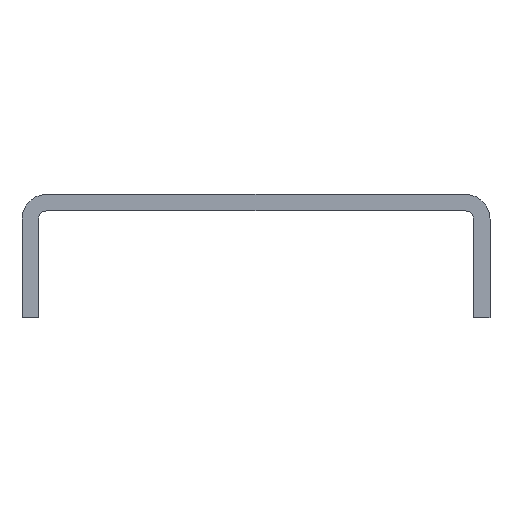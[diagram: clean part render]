
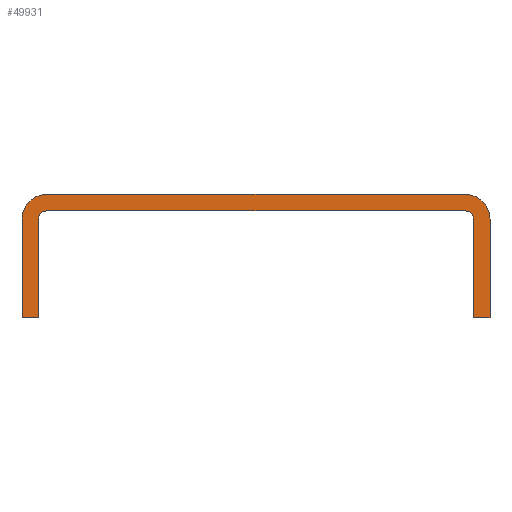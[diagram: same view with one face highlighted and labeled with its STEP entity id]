
A CAD part, front view. The second image highlights one B-rep face of the part: STEP entity #49931.
In plain terms, the highlighted planar face has unit normal (0, -1, 0).
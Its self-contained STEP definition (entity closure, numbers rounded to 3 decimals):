
#248=DIRECTION('',(0.,0.,1.));
#249=VECTOR('',#248,12.);
#250=CARTESIAN_POINT('',(1666.051,127.257,-13.));
#251=LINE('',#250,#249);
#396=DIRECTION('',(0.,0.,-1.));
#397=VECTOR('',#396,12.);
#398=CARTESIAN_POINT('',(1609.051,127.257,-1.));
#399=LINE('',#398,#397);
#14225=DIRECTION('',(1.,0.,0.));
#14226=VECTOR('',#14225,51.);
#14227=CARTESIAN_POINT('',(1612.051,127.257,2.));
#14228=LINE('',#14227,#14226);
#21022=DIRECTION('',(0.,0.,-1.));
#21023=VECTOR('',#21022,12.);
#21024=CARTESIAN_POINT('',(1664.051,127.257,-1.));
#21025=LINE('',#21024,#21023);
#21029=DIRECTION('',(1.,0.,0.));
#21030=VECTOR('',#21029,51.);
#21031=CARTESIAN_POINT('',(1612.051,127.257,0.));
#21032=LINE('',#21031,#21030);
#21036=CARTESIAN_POINT('',(1612.051,127.257,-1.));
#21037=DIRECTION('',(0.,-1.,0.));
#21038=DIRECTION('',(0.,0.,1.));
#21039=AXIS2_PLACEMENT_3D('',#21036,#21037,#21038);
#21044=CARTESIAN_POINT('',(1663.051,127.257,-1.));
#21045=DIRECTION('',(0.,-1.,0.));
#21046=DIRECTION('',(1.,0.,0.));
#21047=AXIS2_PLACEMENT_3D('',#21044,#21045,#21046);
#21052=CARTESIAN_POINT('',(1663.051,127.257,-1.));
#21053=DIRECTION('',(0.,1.,0.));
#21054=DIRECTION('',(0.,0.,1.));
#21055=AXIS2_PLACEMENT_3D('',#21052,#21053,#21054);
#21076=CARTESIAN_POINT('',(1612.051,127.257,-1.));
#21077=DIRECTION('',(0.,1.,0.));
#21078=DIRECTION('',(-1.,0.,0.));
#21079=AXIS2_PLACEMENT_3D('',#21076,#21077,#21078);
#21123=DIRECTION('',(0.,0.,-1.));
#21124=VECTOR('',#21123,12.);
#21125=CARTESIAN_POINT('',(1611.051,127.257,-1.));
#21126=LINE('',#21125,#21124);
#21130=DIRECTION('',(1.,0.,0.));
#21131=VECTOR('',#21130,2.);
#21132=CARTESIAN_POINT('',(1609.051,127.257,-13.));
#21133=LINE('',#21132,#21131);
#21172=DIRECTION('',(1.,0.,0.));
#21173=VECTOR('',#21172,2.);
#21174=CARTESIAN_POINT('',(1664.051,127.257,-13.));
#21175=LINE('',#21174,#21173);
#25074=CARTESIAN_POINT('',(1609.051,127.257,-13.));
#25075=CARTESIAN_POINT('',(1611.051,127.257,-13.));
#25076=VERTEX_POINT('',#25074);
#25077=VERTEX_POINT('',#25075);
#25086=CARTESIAN_POINT('',(1664.051,127.257,-13.));
#25087=VERTEX_POINT('',#25086);
#25088=CARTESIAN_POINT('',(1666.051,127.257,-13.));
#25089=VERTEX_POINT('',#25088);
#25094=CARTESIAN_POINT('',(1612.051,127.257,2.));
#25095=VERTEX_POINT('',#25094);
#25096=CARTESIAN_POINT('',(1609.051,127.257,
-1.));
#25097=VERTEX_POINT('',#25096);
#25098=CARTESIAN_POINT('',(1666.051,127.257,
-1.));
#25099=CARTESIAN_POINT('',(1663.051,127.257,2.));
#25100=VERTEX_POINT('',#25098);
#25101=VERTEX_POINT('',#25099);
#25139=CARTESIAN_POINT('',(1612.051,127.257,0.));
#25141=VERTEX_POINT('',#25139);
#25143=CARTESIAN_POINT('',(1611.051,127.257,-1.));
#25145=VERTEX_POINT('',#25143);
#25146=CARTESIAN_POINT('',(1663.051,127.257,0.));
#25148=VERTEX_POINT('',#25146);
#25150=CARTESIAN_POINT('',(1664.051,127.257,-1.));
#25152=VERTEX_POINT('',#25150);
#49907=CARTESIAN_POINT('',(1637.551,127.257,0.));
#49908=DIRECTION('',(0.,-1.,0.));
#49909=DIRECTION('',(1.,0.,0.));
#49910=AXIS2_PLACEMENT_3D('',#49907,#49908,#49909);
#49911=PLANE('',#49910);
#49912=ORIENTED_EDGE('',*,*,#25282,.F.);
#49914=ORIENTED_EDGE('',*,*,#49913,.F.);
#49915=ORIENTED_EDGE('',*,*,#25487,.F.);
#49917=ORIENTED_EDGE('',*,*,#49916,.F.);
#49919=ORIENTED_EDGE('',*,*,#49918,.T.);
#49921=ORIENTED_EDGE('',*,*,#49920,.F.);
#49922=ORIENTED_EDGE('',*,*,#25399,.F.);
#49923=ORIENTED_EDGE('',*,*,#25432,.F.);
#49924=ORIENTED_EDGE('',*,*,#28015,.T.);
#49925=ORIENTED_EDGE('',*,*,#49892,.F.);
#49926=ORIENTED_EDGE('',*,*,#25165,.F.);
#49928=ORIENTED_EDGE('',*,*,#49927,.F.);
#49929=EDGE_LOOP('',(#49912,#49914,#49915,#49917,#49919,#49921,#49922,#49923,
#49924,#49925,#49926,#49928));
#49930=FACE_OUTER_BOUND('',#49929,.F.);
#21040=CIRCLE('',#21039,3.);
#21048=CIRCLE('',#21047,3.);
#21056=CIRCLE('',#21055,1.);
#21080=CIRCLE('',#21079,1.);
#25165=EDGE_CURVE('',#25089,#25100,#251,.T.);
#25282=EDGE_CURVE('',#25152,#25087,#21025,.T.);
#25399=EDGE_CURVE('',#25097,#25076,#399,.T.);
#25432=EDGE_CURVE('',#25095,#25097,#21040,.T.);
#25487=EDGE_CURVE('',#25141,#25148,#21032,.T.);
#28015=EDGE_CURVE('',#25095,#25101,#14228,.T.);
#49892=EDGE_CURVE('',#25100,#25101,#21048,.T.);
#49913=EDGE_CURVE('',#25148,#25152,#21056,.T.);
#49916=EDGE_CURVE('',#25145,#25141,#21080,.T.);
#49918=EDGE_CURVE('',#25145,#25077,#21126,.T.);
#49920=EDGE_CURVE('',#25076,#25077,#21133,.T.);
#49927=EDGE_CURVE('',#25087,#25089,#21175,.T.);
#49931=ADVANCED_FACE('',(#49930),#49911,.T.);
